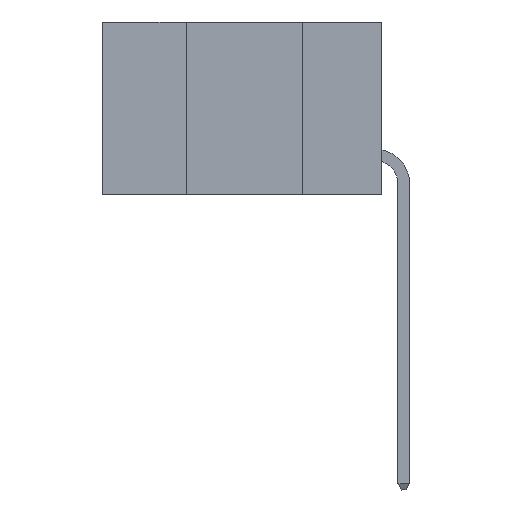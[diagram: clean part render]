
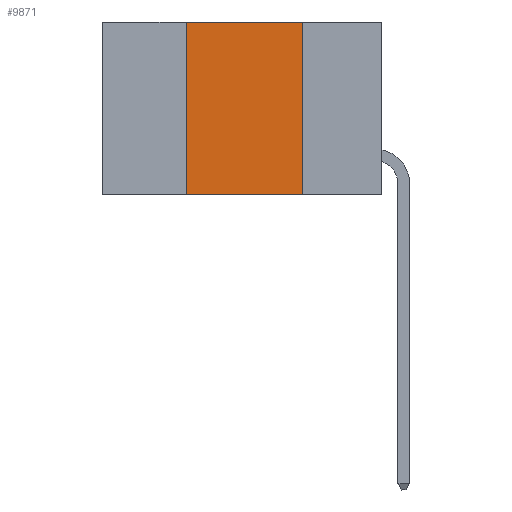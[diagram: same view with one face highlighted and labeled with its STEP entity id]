
A CAD part, left-side view. The second image highlights one B-rep face of the part: STEP entity #9871.
In plain terms, the highlighted planar face has unit normal (-1, 0, 0).
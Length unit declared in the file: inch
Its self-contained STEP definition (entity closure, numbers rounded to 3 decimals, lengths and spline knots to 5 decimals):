
#1822 = EDGE_CURVE ( 'NONE', #15928, #20453, #12579, .T. ) ;
#2065 = VERTEX_POINT ( 'NONE', #2863 ) ;
#2386 = EDGE_CURVE ( 'NONE', #2065, #10061, #25373, .T. ) ;
#2726 = VECTOR ( 'NONE', #27425, 39.37008 ) ;
#2863 = CARTESIAN_POINT ( 'NONE',  ( 0., 0.42, -0.37 ) ) ;
#3775 = CARTESIAN_POINT ( 'NONE',  ( 0., 0.6, -0.37 ) ) ;
#3853 = ORIENTED_EDGE ( 'NONE', *, *, #11567, .F. ) ;
#4334 = FACE_OUTER_BOUND ( 'NONE', #12390, .T. ) ;
#5659 = CARTESIAN_POINT ( 'NONE',  ( 0., 0.17, 0. ) ) ;
#8919 = CARTESIAN_POINT ( 'NONE',  ( 0., 0.42, 0. ) ) ;
#9241 = ORIENTED_EDGE ( 'NONE', *, *, #1822, .F. ) ;
#9871 = ADVANCED_FACE ( 'NONE', ( #4334 ), #19343, .F. ) ;
#10061 = VERTEX_POINT ( 'NONE', #16564 ) ;
#10871 = DIRECTION ( 'NONE',  ( 1., 0., 0. ) ) ;
#11567 = EDGE_CURVE ( 'NONE', #2065, #15928, #19819, .T. ) ;
#12390 = EDGE_LOOP ( 'NONE', ( #18638, #9241, #3853, #21123 ) ) ;
#12406 = DIRECTION ( 'NONE',  ( 0., -1., 0. ) ) ;
#12579 = LINE ( 'NONE', #27402, #17545 ) ;
#12762 = CARTESIAN_POINT ( 'NONE',  ( 0., 0.17, 0. ) ) ;
#13576 = EDGE_CURVE ( 'NONE', #20453, #10061, #24660, .T. ) ;
#15928 = VERTEX_POINT ( 'NONE', #24955 ) ;
#16564 = CARTESIAN_POINT ( 'NONE',  ( 0., 0.17, -0.37 ) ) ;
#16956 = DIRECTION ( 'NONE',  ( 0., -1., 0. ) ) ;
#17545 = VECTOR ( 'NONE', #16956, 39.37008 ) ;
#18638 = ORIENTED_EDGE ( 'NONE', *, *, #13576, .F. ) ;
#19343 = PLANE ( 'NONE',  #20507 ) ;
#19576 = DIRECTION ( 'NONE',  ( 0., 0., 1. ) ) ;
#19819 = LINE ( 'NONE', #8919, #20447 ) ;
#19821 = VECTOR ( 'NONE', #12406, 39.37008 ) ;
#20447 = VECTOR ( 'NONE', #19576, 39.37008 ) ;
#20453 = VERTEX_POINT ( 'NONE', #5659 ) ;
#20507 = AXIS2_PLACEMENT_3D ( 'NONE', #23548, #10871, #25636 ) ;
#21123 = ORIENTED_EDGE ( 'NONE', *, *, #2386, .T. ) ;
#23548 = CARTESIAN_POINT ( 'NONE',  ( 0., 0.6, 0. ) ) ;
#24660 = LINE ( 'NONE', #12762, #2726 ) ;
#24955 = CARTESIAN_POINT ( 'NONE',  ( 0., 0.42, 0. ) ) ;
#25373 = LINE ( 'NONE', #3775, #19821 ) ;
#25636 = DIRECTION ( 'NONE',  ( 0., 0., -1. ) ) ;
#27402 = CARTESIAN_POINT ( 'NONE',  ( 0., 0.6, 0. ) ) ;
#27425 = DIRECTION ( 'NONE',  ( 0., 0., -1. ) ) ;
